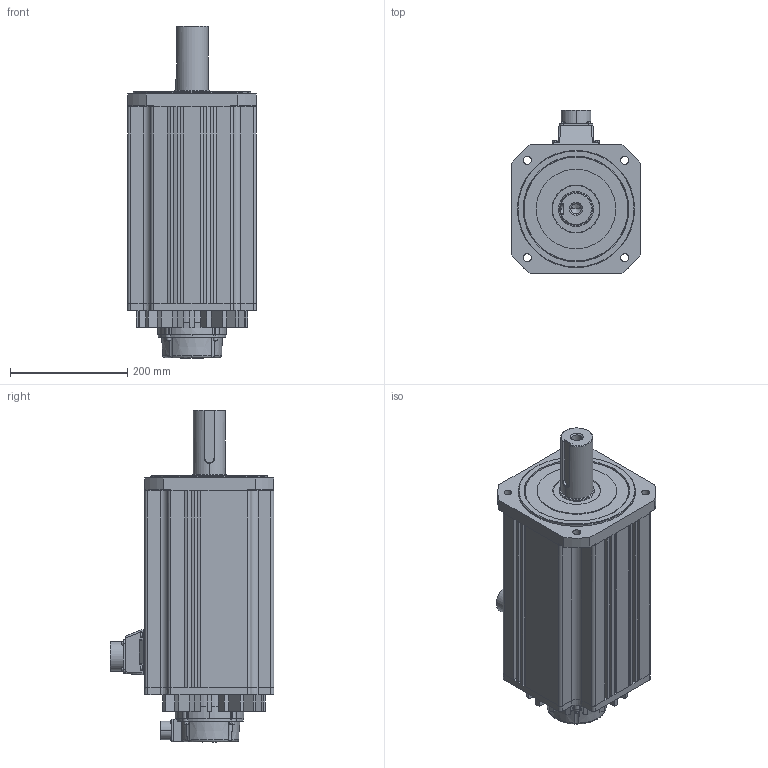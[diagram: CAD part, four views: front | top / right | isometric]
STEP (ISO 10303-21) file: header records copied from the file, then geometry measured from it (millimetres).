
FILE_DESCRIPTION (( 'STEP AP214' ), '1' );
FILE_NAME ('SV2H-4F0N fxt r1.STEP', '2023-02-22T02:22:40', ( '' ), ( '' ), 'SwSTEP 2.0', 'SolidWorks 2021', '' );
FILE_SCHEMA (( 'AUTOMOTIVE_DESIGN' ));
Length unit declared in the file: inch
Products named in the file (1): SV2H-4F0N fxt r1
Bounding box: 220 x 279.2 x 566.5 mm (x, y, z)
Volume: 17035029.4 mm3; surface area: 582348 mm2
Topology: 1 solids, 1 shells, 734 faces, 1792 edges, 1105 vertices
Faces by surface type: plane 315, cylinder 212, cone 111, bspline 47, torus 36, sphere 13
Entity records: 27498 total; most frequent: CARTESIAN_POINT 11064, ORIENTED_EDGE 3558, DIRECTION 3126, EDGE_CURVE 1779, AXIS2_PLACEMENT_3D 1157, VERTEX_POINT 1105, LINE 812, EDGE_LOOP 812
